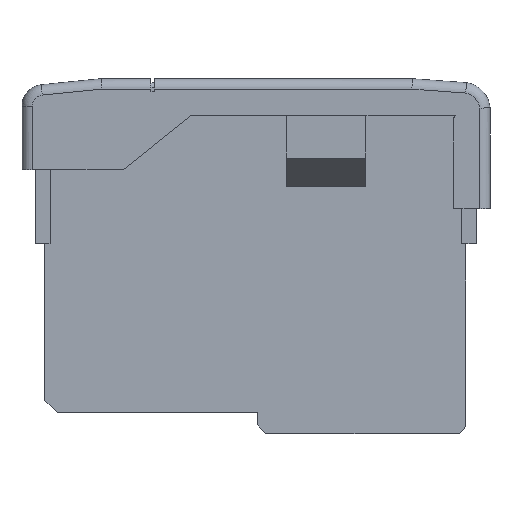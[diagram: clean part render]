
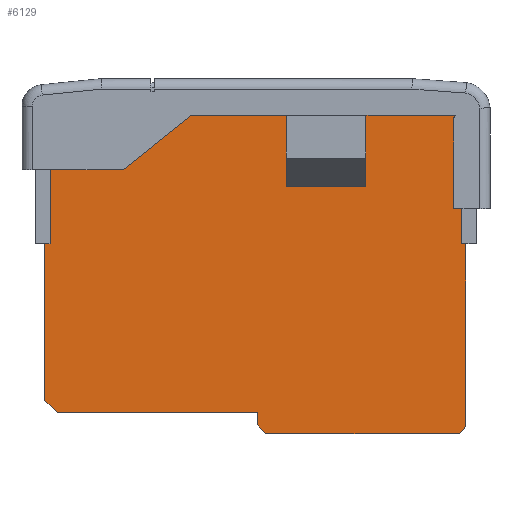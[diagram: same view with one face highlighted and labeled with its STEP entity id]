
A CAD part, left-side view. The second image highlights one B-rep face of the part: STEP entity #6129.
In plain terms, the highlighted planar face has unit normal (-1, 0, 0).
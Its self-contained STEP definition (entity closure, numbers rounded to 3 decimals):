
#263 = EDGE_CURVE ( 'NONE', #11316, #2903, #5548, .T. ) ;
#920 = CARTESIAN_POINT ( 'NONE',  ( 24.783, 2.566, -63.165 ) ) ;
#1444 = CARTESIAN_POINT ( 'NONE',  ( 24.783, 4.096, -59.121 ) ) ;
#1446 = CARTESIAN_POINT ( 'NONE',  ( 24.783, 42.616, -59.121 ) ) ;
#1471 = DIRECTION ( 'NONE',  ( 0., 1., 0. ) ) ;
#1472 = VECTOR ( 'NONE', #1471, 1000. ) ;
#1473 = CARTESIAN_POINT ( 'NONE',  ( 24.783, 42.616, -59.121 ) ) ;
#1474 = LINE ( 'NONE', #1473, #1472 ) ;
#1483 = FACE_OUTER_BOUND ( 'NONE', #6131, .T. ) ;
#1484 = DIRECTION ( 'NONE',  ( 0., 0., 1. ) ) ;
#1485 = VECTOR ( 'NONE', #1484, 1000. ) ;
#1486 = CARTESIAN_POINT ( 'NONE',  ( 24.783, 4.096, -59.121 ) ) ;
#1488 = LINE ( 'NONE', #1486, #1485 ) ;
#1528 = DIRECTION ( 'NONE',  ( 0., 0., 1. ) ) ;
#1529 = DIRECTION ( 'NONE',  ( -1., 0., 0. ) ) ;
#1530 = CARTESIAN_POINT ( 'NONE',  ( 24.783, 0.214, -99.249 ) ) ;
#1531 = AXIS2_PLACEMENT_3D ( 'NONE', #1530, #1529, #1528 ) ;
#1533 = PLANE ( 'NONE',  #1531 ) ;
#1580 = DIRECTION ( 'NONE',  ( 0., 0.664, 0.748 ) ) ;
#1581 = VECTOR ( 'NONE', #1580, 1000. ) ;
#1582 = CARTESIAN_POINT ( 'NONE',  ( 24.783, 4.096, -61.443 ) ) ;
#1583 = LINE ( 'NONE', #1582, #1581 ) ;
#1717 = CARTESIAN_POINT ( 'NONE',  ( 24.783, 4.096, -61.443 ) ) ;
#1789 = DIRECTION ( 'NONE',  ( 0., 0.726, 0.687 ) ) ;
#1790 = VECTOR ( 'NONE', #1789, 1000. ) ;
#1791 = CARTESIAN_POINT ( 'NONE',  ( 24.783, 45.096, -56.775 ) ) ;
#1792 = LINE ( 'NONE', #1791, #1790 ) ;
#1795 = CARTESIAN_POINT ( 'NONE',  ( 24.783, 45.096, -56.775 ) ) ;
#1796 = DIRECTION ( 'NONE',  ( 0., 0., 1. ) ) ;
#1797 = VECTOR ( 'NONE', #1796, 1000. ) ;
#1798 = CARTESIAN_POINT ( 'NONE',  ( 24.783, 45.096, 1.169 ) ) ;
#1799 = LINE ( 'NONE', #1798, #1797 ) ;
#1819 = DIRECTION ( 'NONE',  ( 0., 0., -1. ) ) ;
#1820 = VECTOR ( 'NONE', #1819, 1000. ) ;
#1821 = CARTESIAN_POINT ( 'NONE',  ( 24.783, -35.904, -61.796 ) ) ;
#1822 = LINE ( 'NONE', #1821, #1820 ) ;
#1826 = CARTESIAN_POINT ( 'NONE',  ( 24.783, 30.288, 2.433 ) ) ;
#2088 = DIRECTION ( 'NONE',  ( 0., 1., 0. ) ) ;
#2089 = VECTOR ( 'NONE', #2088, 1000. ) ;
#2090 = CARTESIAN_POINT ( 'NONE',  ( 24.783, 2.566, -63.165 ) ) ;
#2091 = LINE ( 'NONE', #2090, #2089 ) ;
#2104 = DIRECTION ( 'NONE',  ( 0., -1., 0. ) ) ;
#2105 = VECTOR ( 'NONE', #2104, 1000. ) ;
#2106 = CARTESIAN_POINT ( 'NONE',  ( 24.783, -35.904, 2.433 ) ) ;
#2107 = LINE ( 'NONE', #2106, #2105 ) ;
#2154 = DIRECTION ( 'NONE',  ( 0., -0.996, 0.085 ) ) ;
#2155 = VECTOR ( 'NONE', #2154, 1000. ) ;
#2156 = CARTESIAN_POINT ( 'NONE',  ( 24.783, 45.096, 1.169 ) ) ;
#2157 = LINE ( 'NONE', #2156, #2155 ) ;
#2189 = CARTESIAN_POINT ( 'NONE',  ( 24.783, -35.904, -61.796 ) ) ;
#2190 = DIRECTION ( 'NONE',  ( 0., 0.694, -0.72 ) ) ;
#2191 = VECTOR ( 'NONE', #2190, 1000. ) ;
#2192 = CARTESIAN_POINT ( 'NONE',  ( 24.783, -34.584, -63.165 ) ) ;
#2193 = LINE ( 'NONE', #2192, #2191 ) ;
#2577 = CARTESIAN_POINT ( 'NONE',  ( 24.783, -34.584, -63.165 ) ) ;
#2846 = VERTEX_POINT ( 'NONE', #13665 ) ;
#2903 = VERTEX_POINT ( 'NONE', #13785 ) ;
#2905 = VERTEX_POINT ( 'NONE', #13783 ) ;
#2943 = VERTEX_POINT ( 'NONE', #13836 ) ;
#5542 = DIRECTION ( 'NONE',  ( 0., -1., 0. ) ) ;
#5544 = VECTOR ( 'NONE', #5542, 1000. ) ;
#5546 = CARTESIAN_POINT ( 'NONE',  ( 24.783, -35.086, -26.636 ) ) ;
#5548 = LINE ( 'NONE', #5546, #5544 ) ;
#5779 = VERTEX_POINT ( 'NONE', #920 ) ;
#6065 = VERTEX_POINT ( 'NONE', #1446 ) ;
#6069 = ORIENTED_EDGE ( 'NONE', *, *, #6085, .F. ) ;
#6072 = VERTEX_POINT ( 'NONE', #1444 ) ;
#6085 = EDGE_CURVE ( 'NONE', #6072, #6065, #1474, .T. ) ;
#6100 = ORIENTED_EDGE ( 'NONE', *, *, #11331, .F. ) ;
#6117 = ORIENTED_EDGE ( 'NONE', *, *, #6133, .F. ) ;
#6125 = EDGE_CURVE ( 'NONE', #6211, #6072, #1488, .T. ) ;
#6129 = ADVANCED_FACE ( 'NONE', ( #1483 ), #1533, .T. ) ;
#6131 = EDGE_LOOP ( 'NONE', ( #6219, #6100, #6241, #6250, #6069, #6210, #6117, #6468, #6473, #6281, #6431, #6384, #6417, #6275 ) ) ;
#6133 = EDGE_CURVE ( 'NONE', #5779, #6211, #1583, .T. ) ;
#6210 = ORIENTED_EDGE ( 'NONE', *, *, #6125, .F. ) ;
#6211 = VERTEX_POINT ( 'NONE', #1717 ) ;
#6219 = ORIENTED_EDGE ( 'NONE', *, *, #11155, .F. ) ;
#6241 = ORIENTED_EDGE ( 'NONE', *, *, #6243, .F. ) ;
#6243 = EDGE_CURVE ( 'NONE', #6245, #2846, #1799, .T. ) ;
#6245 = VERTEX_POINT ( 'NONE', #1795 ) ;
#6250 = ORIENTED_EDGE ( 'NONE', *, *, #6252, .F. ) ;
#6252 = EDGE_CURVE ( 'NONE', #6065, #6245, #1792, .T. ) ;
#6267 = VERTEX_POINT ( 'NONE', #1826 ) ;
#6275 = ORIENTED_EDGE ( 'NONE', *, *, #6424, .F. ) ;
#6281 = ORIENTED_EDGE ( 'NONE', *, *, #6283, .F. ) ;
#6283 = EDGE_CURVE ( 'NONE', #2903, #6442, #1822, .T. ) ;
#6384 = ORIENTED_EDGE ( 'NONE', *, *, #11314, .T. ) ;
#6402 = EDGE_CURVE ( 'NONE', #6568, #5779, #2091, .T. ) ;
#6417 = ORIENTED_EDGE ( 'NONE', *, *, #6418, .F. ) ;
#6418 = EDGE_CURVE ( 'NONE', #6267, #2905, #2107, .T. ) ;
#6424 = EDGE_CURVE ( 'NONE', #2943, #6267, #2157, .T. ) ;
#6431 = ORIENTED_EDGE ( 'NONE', *, *, #263, .F. ) ;
#6437 = EDGE_CURVE ( 'NONE', #6442, #6568, #2193, .T. ) ;
#6442 = VERTEX_POINT ( 'NONE', #2189 ) ;
#6468 = ORIENTED_EDGE ( 'NONE', *, *, #6402, .F. ) ;
#6473 = ORIENTED_EDGE ( 'NONE', *, *, #6437, .F. ) ;
#6568 = VERTEX_POINT ( 'NONE', #2577 ) ;
#11042 = VERTEX_POINT ( 'NONE', #12667 ) ;
#11155 = EDGE_CURVE ( 'NONE', #11042, #2943, #13075, .T. ) ;
#11314 = EDGE_CURVE ( 'NONE', #11316, #2905, #13640, .T. ) ;
#11316 = VERTEX_POINT ( 'NONE', #13630 ) ;
#11331 = EDGE_CURVE ( 'NONE', #2846, #11042, #13615, .T. ) ;
#12667 = CARTESIAN_POINT ( 'NONE',  ( 24.783, 44.089, -26.636 ) ) ;
#13071 = DIRECTION ( 'NONE',  ( 0., 0., 1. ) ) ;
#13072 = VECTOR ( 'NONE', #13071, 1000. ) ;
#13074 = CARTESIAN_POINT ( 'NONE',  ( 24.783, 44.089, -26.636 ) ) ;
#13075 = LINE ( 'NONE', #13074, #13072 ) ;
#13612 = DIRECTION ( 'NONE',  ( 0., -1., 0. ) ) ;
#13613 = VECTOR ( 'NONE', #13612, 1000. ) ;
#13614 = CARTESIAN_POINT ( 'NONE',  ( 24.783, 44.089, -26.636 ) ) ;
#13615 = LINE ( 'NONE', #13614, #13613 ) ;
#13630 = CARTESIAN_POINT ( 'NONE',  ( 24.783, -35.086, -26.636 ) ) ;
#13633 = DIRECTION ( 'NONE',  ( 0., 0., 1. ) ) ;
#13635 = VECTOR ( 'NONE', #13633, 1000. ) ;
#13638 = CARTESIAN_POINT ( 'NONE',  ( 24.783, -35.086, -26.636 ) ) ;
#13640 = LINE ( 'NONE', #13638, #13635 ) ;
#13665 = CARTESIAN_POINT ( 'NONE',  ( 24.783, 45.096, -26.636 ) ) ;
#13783 = CARTESIAN_POINT ( 'NONE',  ( 24.783, -35.086, 2.433 ) ) ;
#13785 = CARTESIAN_POINT ( 'NONE',  ( 24.783, -35.904, -26.636 ) ) ;
#13836 = CARTESIAN_POINT ( 'NONE',  ( 24.783, 44.089, 1.255 ) ) ;
